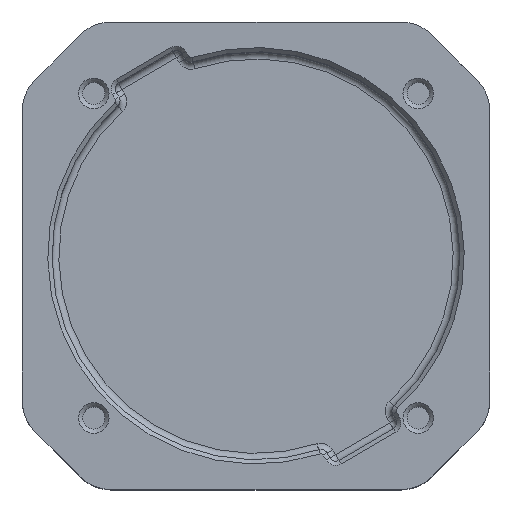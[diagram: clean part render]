
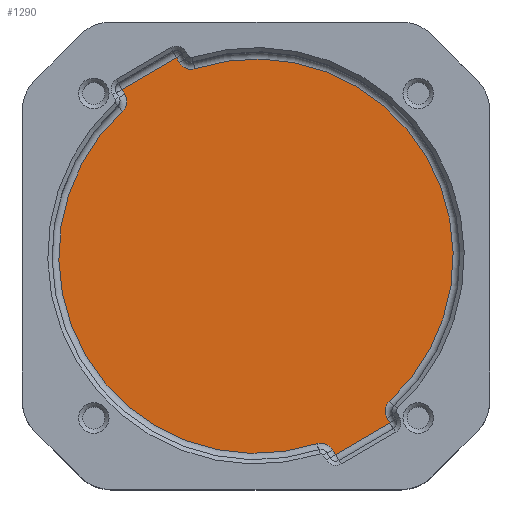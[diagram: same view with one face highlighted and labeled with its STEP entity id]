
A CAD part, top view. The second image highlights one B-rep face of the part: STEP entity #1290.
In plain terms, the highlighted planar face has unit normal (0, 0, 1).
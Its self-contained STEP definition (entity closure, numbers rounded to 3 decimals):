
#41=PLANE('',#1467);
#135=CIRCLE('',#1429,1.6);
#137=CIRCLE('',#1433,1.6);
#140=CIRCLE('',#1438,1.6);
#144=CIRCLE('',#1443,1.6);
#148=CIRCLE('',#1448,23.2);
#155=CIRCLE('',#1465,23.2);
#256=FACE_OUTER_BOUND('',#345,.T.);
#345=EDGE_LOOP('',(#1166,#1167,#1168,#1169,#1170,#1171,#1172,#1173,#1174,
#1175,#1176,#1177));
#440=LINE('',#2357,#539);
#441=LINE('',#2365,#540);
#442=LINE('',#2373,#541);
#444=LINE('',#2409,#543);
#448=LINE('',#2415,#547);
#452=LINE('',#2421,#551);
#539=VECTOR('',#1785,10.);
#540=VECTOR('',#1796,10.);
#541=VECTOR('',#1807,10.);
#543=VECTOR('',#1853,10.);
#547=VECTOR('',#1861,10.);
#551=VECTOR('',#1869,10.);
#648=VERTEX_POINT('',#2349);
#649=VERTEX_POINT('',#2353);
#650=VERTEX_POINT('',#2359);
#651=VERTEX_POINT('',#2361);
#652=VERTEX_POINT('',#2367);
#653=VERTEX_POINT('',#2368);
#654=VERTEX_POINT('',#2375);
#655=VERTEX_POINT('',#2376);
#657=VERTEX_POINT('',#2383);
#658=VERTEX_POINT('',#2384);
#660=VERTEX_POINT('',#2395);
#663=VERTEX_POINT('',#2402);
#810=EDGE_CURVE('',#649,#648,#440,.T.);
#812=EDGE_CURVE('',#650,#651,#135,.T.);
#814=EDGE_CURVE('',#648,#650,#441,.T.);
#815=EDGE_CURVE('',#652,#653,#137,.T.);
#818=EDGE_CURVE('',#653,#649,#442,.T.);
#819=EDGE_CURVE('',#654,#655,#140,.T.);
#823=EDGE_CURVE('',#657,#658,#144,.T.);
#827=EDGE_CURVE('',#658,#652,#148,.T.);
#835=EDGE_CURVE('',#663,#657,#444,.T.);
#839=EDGE_CURVE('',#660,#663,#448,.T.);
#843=EDGE_CURVE('',#655,#660,#452,.T.);
#846=EDGE_CURVE('',#651,#654,#155,.T.);
#1166=ORIENTED_EDGE('',*,*,#823,.F.);
#1167=ORIENTED_EDGE('',*,*,#835,.F.);
#1168=ORIENTED_EDGE('',*,*,#839,.F.);
#1169=ORIENTED_EDGE('',*,*,#843,.F.);
#1170=ORIENTED_EDGE('',*,*,#819,.F.);
#1171=ORIENTED_EDGE('',*,*,#846,.F.);
#1172=ORIENTED_EDGE('',*,*,#812,.F.);
#1173=ORIENTED_EDGE('',*,*,#814,.F.);
#1174=ORIENTED_EDGE('',*,*,#810,.F.);
#1175=ORIENTED_EDGE('',*,*,#818,.F.);
#1176=ORIENTED_EDGE('',*,*,#815,.F.);
#1177=ORIENTED_EDGE('',*,*,#827,.F.);
#1290=ADVANCED_FACE('',(#256),#41,.F.);
#1429=AXIS2_PLACEMENT_3D('',#2362,#1790,#1791);
#1433=AXIS2_PLACEMENT_3D('',#2369,#1799,#1800);
#1438=AXIS2_PLACEMENT_3D('',#2377,#1810,#1811);
#1443=AXIS2_PLACEMENT_3D('',#2385,#1820,#1821);
#1448=AXIS2_PLACEMENT_3D('',#2391,#1830,#1831);
#1465=AXIS2_PLACEMENT_3D('',#2426,#1876,#1877);
#1467=AXIS2_PLACEMENT_3D('',#2428,#1880,#1881);
#1785=DIRECTION('',(0.863,0.504,0.));
#1790=DIRECTION('center_axis',(0.,0.,1.));
#1791=DIRECTION('ref_axis',(-0.356,-0.934,0.));
#1796=DIRECTION('',(0.504,-0.863,0.));
#1799=DIRECTION('center_axis',(0.,0.,1.));
#1800=DIRECTION('ref_axis',(0.989,-0.148,0.));
#1807=DIRECTION('',(-0.504,0.863,0.));
#1810=DIRECTION('center_axis',(0.,0.,1.));
#1811=DIRECTION('ref_axis',(-0.989,0.148,0.));
#1820=DIRECTION('center_axis',(0.,0.,1.));
#1821=DIRECTION('ref_axis',(0.356,0.934,0.));
#1830=DIRECTION('center_axis',(0.,0.,-1.));
#1831=DIRECTION('ref_axis',(-0.863,-0.504,0.));
#1853=DIRECTION('',(-0.504,0.863,0.));
#1861=DIRECTION('',(-0.863,-0.504,0.));
#1869=DIRECTION('',(0.504,-0.863,0.));
#1876=DIRECTION('center_axis',(0.,0.,-1.));
#1877=DIRECTION('ref_axis',(0.863,0.504,0.));
#1880=DIRECTION('center_axis',(0.,0.,-1.));
#1881=DIRECTION('ref_axis',(-1.,0.,0.));
#2349=CARTESIAN_POINT('',(-9.365,23.367,-34.5));
#2353=CARTESIAN_POINT('',(-15.754,19.634,-34.5));
#2357=CARTESIAN_POINT('',(-14.502,20.366,-34.5));
#2359=CARTESIAN_POINT('',(-9.025,22.786,-34.5));
#2361=CARTESIAN_POINT('',(-7.15,22.071,-34.5));
#2362=CARTESIAN_POINT('Origin',(-7.644,23.593,-34.5));
#2365=CARTESIAN_POINT('',(-3.287,12.962,-34.5));
#2367=CARTESIAN_POINT('',(-15.713,17.069,-34.5));
#2368=CARTESIAN_POINT('',(-15.415,19.053,-34.5));
#2369=CARTESIAN_POINT('Origin',(-16.796,18.246,-34.5));
#2373=CARTESIAN_POINT('',(-9.14,8.312,-34.5));
#2375=CARTESIAN_POINT('',(15.713,-17.069,-34.5));
#2376=CARTESIAN_POINT('',(15.415,-19.053,-34.5));
#2377=CARTESIAN_POINT('Origin',(16.796,-18.246,-34.5));
#2383=CARTESIAN_POINT('',(9.025,-22.786,-34.5));
#2384=CARTESIAN_POINT('',(7.15,-22.071,-34.5));
#2385=CARTESIAN_POINT('Origin',(7.644,-23.593,-34.5));
#2391=CARTESIAN_POINT('Origin',(0.,0.,-34.5));
#2395=CARTESIAN_POINT('',(15.754,-19.634,-34.5));
#2402=CARTESIAN_POINT('',(9.365,-23.367,-34.5));
#2409=CARTESIAN_POINT('',(3.287,-12.962,-34.5));
#2415=CARTESIAN_POINT('',(14.502,-20.366,-34.5));
#2421=CARTESIAN_POINT('',(9.14,-8.312,-34.5));
#2426=CARTESIAN_POINT('Origin',(0.,0.,-34.5));
#2428=CARTESIAN_POINT('Origin',(0.,0.,-34.5));
